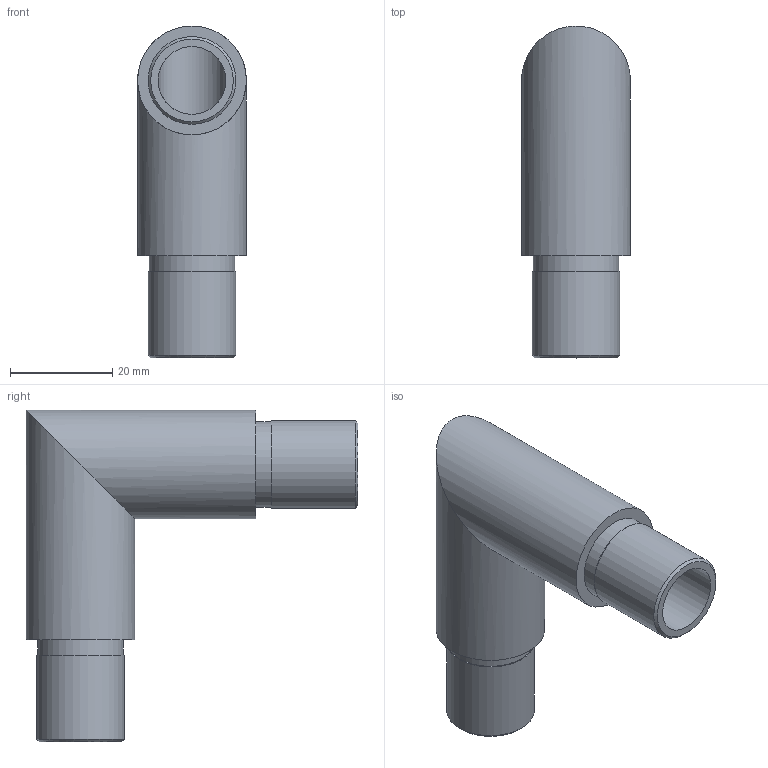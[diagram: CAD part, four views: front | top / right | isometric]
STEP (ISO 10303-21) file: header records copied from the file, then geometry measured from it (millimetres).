
FILE_DESCRIPTION (( 'STEP AP203' ), '1' );
FILE_NAME ('56174-320-21-V4A.step', '2020-02-24T13:01:56', ( '' ), ( '' ), 'SwSTEP 2.0', 'SolidWorks 2015', '' );
FILE_SCHEMA (( 'CONFIG_CONTROL_DESIGN' ));
Length unit declared in the file: millimetre
Products named in the file (2): 56174-320-21-V4A
Bounding box: 21.3 x 65 x 65 mm (x, y, z)
Volume: 18594.6 mm3; surface area: 11745.6 mm2
Topology: 1 solids, 1 shells, 300 faces, 787 edges, 525 vertices
Faces by surface type: plane 158, bspline 100, cylinder 40, cone 2
Full cylindrical faces by diameter (mm): 13.3 x2, 16.8 x2, 17.2 x2, 21.3 x2
Entity records: 13176 total; most frequent: CARTESIAN_POINT 6423, ORIENTED_EDGE 1544, DIRECTION 1040, EDGE_CURVE 772, VERTEX_POINT 520, VECTOR 388, LINE 388, EDGE_LOOP 348
